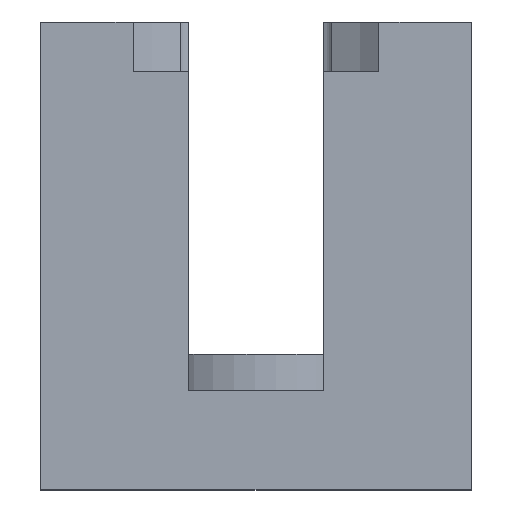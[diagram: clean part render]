
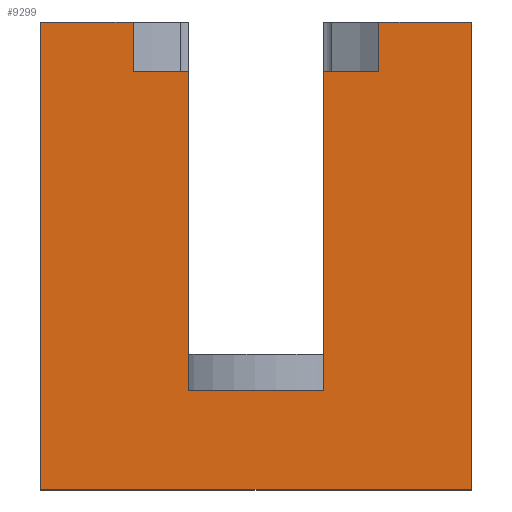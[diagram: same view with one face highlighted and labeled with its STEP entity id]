
A CAD part, top view. The second image highlights one B-rep face of the part: STEP entity #9299.
In plain terms, the highlighted planar face has unit normal (0, 0, 1).
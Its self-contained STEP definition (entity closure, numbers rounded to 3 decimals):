
#41=PLANE('',#9818);
#534=FACE_OUTER_BOUND('',#1033,.T.);
#1033=EDGE_LOOP('',(#8089,#8090,#8091,#8092,#8093,#8094,#8095,#8096,#8097,
#8098,#8099,#8100,#8101,#8102,#8103,#8104));
#2441=LINE('',#39516,#2957);
#2442=LINE('',#39519,#2958);
#2445=LINE('',#39528,#2961);
#2448=LINE('',#39534,#2964);
#2452=LINE('',#39543,#2968);
#2455=LINE('',#39551,#2971);
#2456=LINE('',#39554,#2972);
#2457=LINE('',#39555,#2973);
#2458=LINE('',#39557,#2974);
#2459=LINE('',#39559,#2975);
#2460=LINE('',#39561,#2976);
#2461=LINE('',#39563,#2977);
#2462=LINE('',#39565,#2978);
#2463=LINE('',#39567,#2979);
#2464=LINE('',#39569,#2980);
#2465=LINE('',#39570,#2981);
#2957=VECTOR('',#11232,10.);
#2958=VECTOR('',#11235,10.);
#2961=VECTOR('',#11242,10.);
#2964=VECTOR('',#11247,10.);
#2968=VECTOR('',#11255,10.);
#2971=VECTOR('',#11262,10.);
#2972=VECTOR('',#11265,10.);
#2973=VECTOR('',#11266,10.);
#2974=VECTOR('',#11267,10.);
#2975=VECTOR('',#11268,10.);
#2976=VECTOR('',#11269,10.);
#2977=VECTOR('',#11270,10.);
#2978=VECTOR('',#11271,10.);
#2979=VECTOR('',#11272,10.);
#2980=VECTOR('',#11273,10.);
#2981=VECTOR('',#11274,10.);
#3935=VERTEX_POINT('',#39510);
#3937=VERTEX_POINT('',#39514);
#3938=VERTEX_POINT('',#39518);
#3940=VERTEX_POINT('',#39524);
#3942=VERTEX_POINT('',#39527);
#3944=VERTEX_POINT('',#39533);
#3947=VERTEX_POINT('',#39541);
#3950=VERTEX_POINT('',#39549);
#3951=VERTEX_POINT('',#39553);
#3952=VERTEX_POINT('',#39556);
#3953=VERTEX_POINT('',#39558);
#3954=VERTEX_POINT('',#39560);
#3955=VERTEX_POINT('',#39562);
#3956=VERTEX_POINT('',#39564);
#3957=VERTEX_POINT('',#39566);
#3958=VERTEX_POINT('',#39568);
#5341=EDGE_CURVE('',#3935,#3937,#2441,.T.);
#5342=EDGE_CURVE('',#3937,#3938,#2442,.T.);
#5346=EDGE_CURVE('',#3942,#3940,#2445,.T.);
#5349=EDGE_CURVE('',#3944,#3942,#2448,.T.);
#5354=EDGE_CURVE('',#3947,#3938,#2452,.T.);
#5358=EDGE_CURVE('',#3950,#3940,#2455,.T.);
#5359=EDGE_CURVE('',#3947,#3951,#2456,.T.);
#5360=EDGE_CURVE('',#3951,#3944,#2457,.T.);
#5361=EDGE_CURVE('',#3952,#3950,#2458,.T.);
#5362=EDGE_CURVE('',#3952,#3953,#2459,.T.);
#5363=EDGE_CURVE('',#3953,#3954,#2460,.T.);
#5364=EDGE_CURVE('',#3955,#3954,#2461,.T.);
#5365=EDGE_CURVE('',#3956,#3955,#2462,.T.);
#5366=EDGE_CURVE('',#3956,#3957,#2463,.T.);
#5367=EDGE_CURVE('',#3957,#3958,#2464,.T.);
#5368=EDGE_CURVE('',#3935,#3958,#2465,.T.);
#8089=ORIENTED_EDGE('',*,*,#5341,.T.);
#8090=ORIENTED_EDGE('',*,*,#5342,.T.);
#8091=ORIENTED_EDGE('',*,*,#5354,.F.);
#8092=ORIENTED_EDGE('',*,*,#5359,.T.);
#8093=ORIENTED_EDGE('',*,*,#5360,.T.);
#8094=ORIENTED_EDGE('',*,*,#5349,.T.);
#8095=ORIENTED_EDGE('',*,*,#5346,.T.);
#8096=ORIENTED_EDGE('',*,*,#5358,.F.);
#8097=ORIENTED_EDGE('',*,*,#5361,.F.);
#8098=ORIENTED_EDGE('',*,*,#5362,.T.);
#8099=ORIENTED_EDGE('',*,*,#5363,.T.);
#8100=ORIENTED_EDGE('',*,*,#5364,.F.);
#8101=ORIENTED_EDGE('',*,*,#5365,.F.);
#8102=ORIENTED_EDGE('',*,*,#5366,.T.);
#8103=ORIENTED_EDGE('',*,*,#5367,.T.);
#8104=ORIENTED_EDGE('',*,*,#5368,.F.);
#9299=ADVANCED_FACE('',(#534),#41,.T.);
#9818=AXIS2_PLACEMENT_3D('',#39552,#11263,#11264);
#11232=DIRECTION('',(0.,-1.,0.));
#11235=DIRECTION('',(-1.,0.,0.));
#11242=DIRECTION('',(0.,1.,0.));
#11247=DIRECTION('',(-1.,0.,0.));
#11255=DIRECTION('',(0.,1.,0.));
#11262=DIRECTION('',(1.,0.,0.));
#11263=DIRECTION('center_axis',(0.,0.,1.));
#11264=DIRECTION('ref_axis',(-1.,0.,0.));
#11265=DIRECTION('',(-1.,0.,0.));
#11266=DIRECTION('',(0.,1.,0.));
#11267=DIRECTION('',(0.,1.,0.));
#11268=DIRECTION('',(-1.,0.,0.));
#11269=DIRECTION('',(0.,-1.,0.));
#11270=DIRECTION('',(-1.,0.,0.));
#11271=DIRECTION('',(0.,-1.,0.));
#11272=DIRECTION('',(-1.,0.,0.));
#11273=DIRECTION('',(0.,1.,0.));
#11274=DIRECTION('',(1.,0.,0.));
#39510=CARTESIAN_POINT('',(9.999,64.5,17.8));
#39514=CARTESIAN_POINT('',(9.999,60.5,17.8));
#39516=CARTESIAN_POINT('',(9.999,49.5,17.8));
#39518=CARTESIAN_POINT('',(5.5,60.5,17.8));
#39519=CARTESIAN_POINT('',(12.625,60.5,17.8));
#39524=CARTESIAN_POINT('',(-10.,64.5,17.8));
#39527=CARTESIAN_POINT('',(-10.,60.5,17.8));
#39528=CARTESIAN_POINT('',(-10.,49.5,17.8));
#39533=CARTESIAN_POINT('',(-5.5,60.5,17.8));
#39534=CARTESIAN_POINT('',(4.875,60.5,17.8));
#39541=CARTESIAN_POINT('',(5.5,34.5,17.8));
#39543=CARTESIAN_POINT('',(5.5,34.5,17.8));
#39549=CARTESIAN_POINT('',(-17.5,64.5,17.8));
#39551=CARTESIAN_POINT('',(17.5,64.5,17.8));
#39552=CARTESIAN_POINT('Origin',(17.5,34.5,17.8));
#39553=CARTESIAN_POINT('',(-5.5,34.5,17.8));
#39554=CARTESIAN_POINT('',(17.5,34.5,17.8));
#39555=CARTESIAN_POINT('',(-5.5,34.5,17.8));
#39556=CARTESIAN_POINT('',(-17.5,34.5,17.8));
#39557=CARTESIAN_POINT('',(-17.5,34.5,17.8));
#39558=CARTESIAN_POINT('',(-17.5,34.5,17.8));
#39559=CARTESIAN_POINT('',(17.5,34.5,17.8));
#39560=CARTESIAN_POINT('',(-17.5,26.5,17.8));
#39561=CARTESIAN_POINT('',(-17.5,34.5,17.8));
#39562=CARTESIAN_POINT('',(17.5,26.5,17.8));
#39563=CARTESIAN_POINT('',(17.5,26.5,17.8));
#39564=CARTESIAN_POINT('',(17.5,34.5,17.8));
#39565=CARTESIAN_POINT('',(17.5,34.5,17.8));
#39566=CARTESIAN_POINT('',(17.5,34.5,17.8));
#39567=CARTESIAN_POINT('',(17.5,34.5,17.8));
#39568=CARTESIAN_POINT('',(17.5,64.5,17.8));
#39569=CARTESIAN_POINT('',(17.5,34.5,17.8));
#39570=CARTESIAN_POINT('',(17.5,64.5,17.8));
